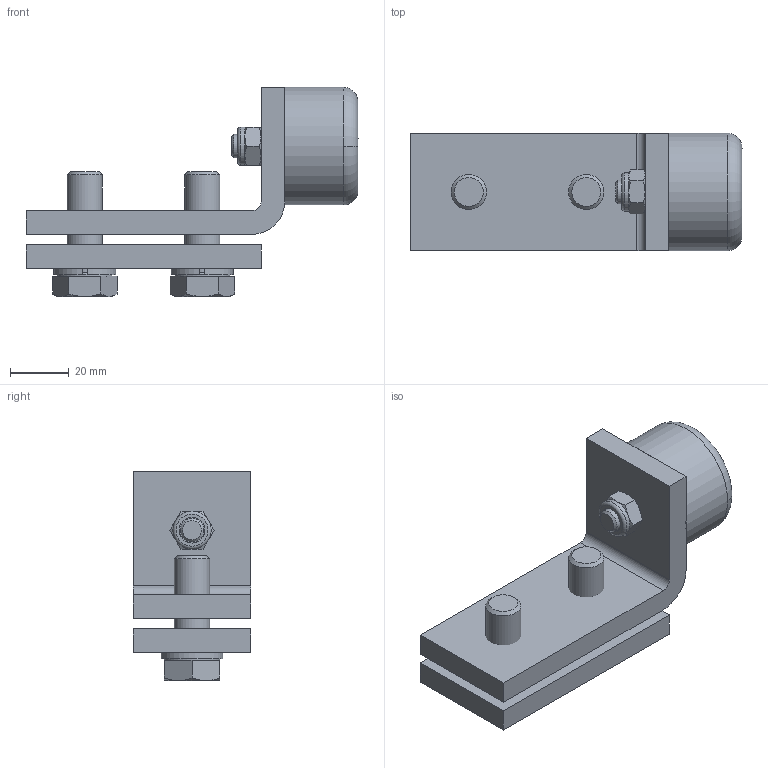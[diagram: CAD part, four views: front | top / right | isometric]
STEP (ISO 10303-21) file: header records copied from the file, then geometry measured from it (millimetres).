
FILE_DESCRIPTION(('STEP AP214'),'1');
FILE_NAME('PMH Ändstopp 1500P.stp','2013-08-06T13:26:03',(' '),(' '),'Spatial InterOp 3D',' ',' ');
FILE_SCHEMA(('automotive_design'));
Length unit declared in the file: millimetre
Products named in the file (11): PMH Profilskena andstopp 1500P; Part1; Part2; Part3; Part4; Part5; Part6; Part7; Part8; Part9; Part10
Assembly tree (10 placements, depth 2):
  PMH Profilskena andstopp 1500P
    Part1
    Part2
    Part3
    Part4
    Part5
    Part6
    Part7
    Part8
    Part9
    Part10
Bounding box: 113 x 40 x 71.2 mm (x, y, z)
Volume: 105737.1 mm3; surface area: 36594.2 mm2
Topology: 10 solids, 10 shells, 119 faces, 254 edges, 163 vertices
Faces by surface type: plane 66, cylinder 27, cone 20, torus 6
Full cylindrical faces by diameter (mm): 6.647 x2, 7 x1, 8 x1, 8.4 x1, 8.75 x2, 10.5 x1, 11.4 x2, 12 x2, 12.88 x1, 13 x3, 18.88 x2, 20 x2, 40 x1
Entity records: 4434 total; most frequent: CARTESIAN_POINT 840, DIRECTION 512, ORIENTED_EDGE 426, EDGE_CURVE 213, AXIS2_PLACEMENT_3D 211, EDGE_LOOP 176, VERTEX_POINT 155, FACE_OUTER_BOUND 144
